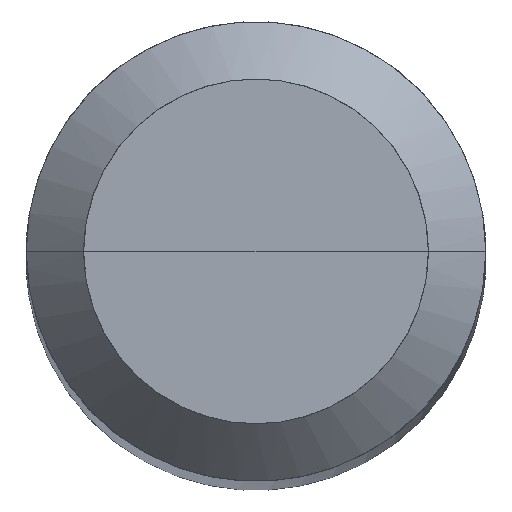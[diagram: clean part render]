
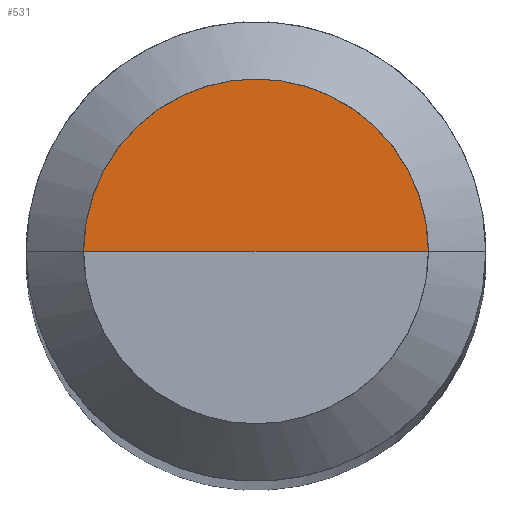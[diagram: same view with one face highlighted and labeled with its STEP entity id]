
A CAD part, top view. The second image highlights one B-rep face of the part: STEP entity #531.
In plain terms, the highlighted free-form (B-spline) face has degree [1, 2] with [2, 5] control points.
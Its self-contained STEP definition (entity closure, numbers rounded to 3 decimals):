
#96=CARTESIAN_POINT('',(-1.5,0.,45.447));
#100=CARTESIAN_POINT('',(1.5,0.,45.447));
#101=CARTESIAN_POINT('',(0.,0.,45.447));
#117=CARTESIAN_POINT('',(1.5,1.5,45.447));
#118=CARTESIAN_POINT('',(0.,1.5,45.447));
#119=CARTESIAN_POINT('',(-1.5,1.5,45.447));
#516=(
BOUNDED_SURFACE()
B_SPLINE_SURFACE(1,2,(
(#100,#117,#118,#119,#96),
(#101,#101,#101,#101,#101)
), .UNSPECIFIED.,.F.,.F.,.F.)
B_SPLINE_SURFACE_WITH_KNOTS((2,2),(3,2,3),(
0.,1.),(
0.,0.5,1.), .UNSPECIFIED.)
GEOMETRIC_REPRESENTATION_ITEM()
RATIONAL_B_SPLINE_SURFACE(((1.,0.707,1.,0.707,1.),
(1.,0.707,1.,0.707,1.)
))
REPRESENTATION_ITEM('')
SURFACE()
);
#517=(
BOUNDED_CURVE()
B_SPLINE_CURVE(2,(#96,#119,#118,#117,#100),.UNSPECIFIED.,.F.,.F.)
B_SPLINE_CURVE_WITH_KNOTS((3,2,3),
(0.,0.5,1.),.UNSPECIFIED.)
CURVE()
GEOMETRIC_REPRESENTATION_ITEM()
RATIONAL_B_SPLINE_CURVE((1.,0.707,1.,0.707,1.))
REPRESENTATION_ITEM('')
);
#518=(
BOUNDED_CURVE()
B_SPLINE_CURVE(1,(#100,#101),.UNSPECIFIED.,.F.,.F.)
B_SPLINE_CURVE_WITH_KNOTS((2,2),
(0.,1.),.UNSPECIFIED.)
CURVE()
GEOMETRIC_REPRESENTATION_ITEM()
RATIONAL_B_SPLINE_CURVE((1.,1.))
REPRESENTATION_ITEM('')
);
#519=(
BOUNDED_CURVE()
B_SPLINE_CURVE(1,(#101,#96),.UNSPECIFIED.,.F.,.F.)
B_SPLINE_CURVE_WITH_KNOTS((2,2),
(0.,1.),.UNSPECIFIED.)
CURVE()
GEOMETRIC_REPRESENTATION_ITEM()
RATIONAL_B_SPLINE_CURVE((1.,1.))
REPRESENTATION_ITEM('')
);
#520=VERTEX_POINT('',#96);
#521=VERTEX_POINT('',#100);
#522=VERTEX_POINT('',#101);
#523=EDGE_CURVE('',#520,#521,#517,.T.);
#524=EDGE_CURVE('',#521,#522,#518,.T.);
#525=EDGE_CURVE('',#522,#520,#519,.T.);
#526=ORIENTED_EDGE('',*,*,#523,.T.);
#527=ORIENTED_EDGE('',*,*,#524,.T.);
#528=ORIENTED_EDGE('',*,*,#525,.T.);
#529=EDGE_LOOP('',(#526,#527,#528));
#530=FACE_OUTER_BOUND('',#529,.T.);
#531=ADVANCED_FACE('',(#530),#516,.T.);
